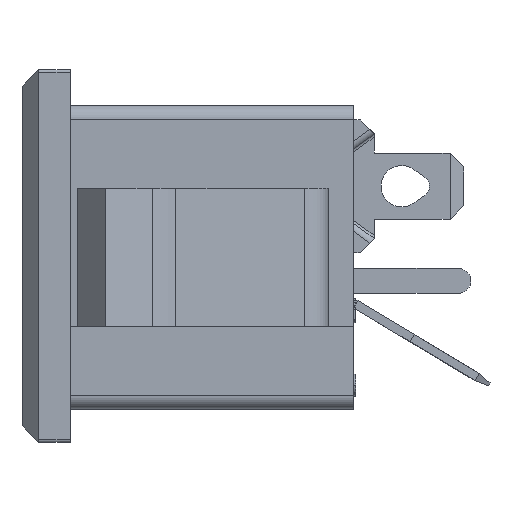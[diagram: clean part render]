
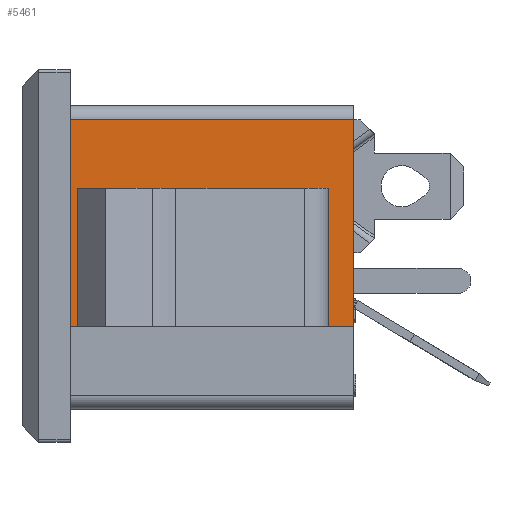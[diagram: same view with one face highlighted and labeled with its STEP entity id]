
A CAD part, left-side view. The second image highlights one B-rep face of the part: STEP entity #5461.
In plain terms, the highlighted planar face has unit normal (-1, 0, 0).
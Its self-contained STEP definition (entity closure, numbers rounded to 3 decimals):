
#22 = EDGE_CURVE ( 'NONE', #12266, #6519, #9187, .T. ) ;
#846 = FACE_OUTER_BOUND ( 'NONE', #15444, .T. ) ;
#1040 = CARTESIAN_POINT ( 'NONE',  ( -8.9, -20.5, -5.1 ) ) ;
#1229 = VERTEX_POINT ( 'NONE', #9978 ) ;
#1287 = CARTESIAN_POINT ( 'NONE',  ( -8.9, 0., -5.1 ) ) ;
#1419 = DIRECTION ( 'NONE',  ( 0., 0., -1. ) ) ;
#1763 = PLANE ( 'NONE',  #13996 ) ;
#1976 = CARTESIAN_POINT ( 'NONE',  ( -8.9, -15.198, 4.9 ) ) ;
#2019 = DIRECTION ( 'NONE',  ( 0., 0., -1. ) ) ;
#2244 = DIRECTION ( 'NONE',  ( 0., 1., 0. ) ) ;
#2479 = EDGE_CURVE ( 'NONE', #8072, #5306, #2837, .T. ) ;
#2586 = LINE ( 'NONE', #1040, #11931 ) ;
#2669 = CARTESIAN_POINT ( 'NONE',  ( -8.9, -20.5, 9.9 ) ) ;
#2837 = LINE ( 'NONE', #9294, #12555 ) ;
#3328 = CARTESIAN_POINT ( 'NONE',  ( -8.9, 0., 9.9 ) ) ;
#3882 = CARTESIAN_POINT ( 'NONE',  ( -8.9, -15.198, 4.9 ) ) ;
#3913 = EDGE_CURVE ( 'NONE', #9717, #5306, #2586, .T. ) ;
#4192 = DIRECTION ( 'NONE',  ( 1., 0., 0. ) ) ;
#4420 = VECTOR ( 'NONE', #1419, 1000. ) ;
#4821 = CARTESIAN_POINT ( 'NONE',  ( -8.9, -18.694, -5.1 ) ) ;
#5120 = DIRECTION ( 'NONE',  ( 0., 1., 0. ) ) ;
#5285 = DIRECTION ( 'NONE',  ( 0., 1., 0. ) ) ;
#5306 = VERTEX_POINT ( 'NONE', #1287 ) ;
#5395 = ORIENTED_EDGE ( 'NONE', *, *, #2479, .T. ) ;
#5461 = ADVANCED_FACE ( 'NONE', ( #846 ), #1763, .F. ) ;
#5479 = LINE ( 'NONE', #12576, #15200 ) ;
#5645 = EDGE_CURVE ( 'NONE', #1229, #8072, #11511, .T. ) ;
#5734 = LINE ( 'NONE', #6437, #11460 ) ;
#5958 = VECTOR ( 'NONE', #11184, 1000. ) ;
#6437 = CARTESIAN_POINT ( 'NONE',  ( -8.9, -20.5, 10.9 ) ) ;
#6519 = VERTEX_POINT ( 'NONE', #13512 ) ;
#6836 = CARTESIAN_POINT ( 'NONE',  ( -8.9, -20.5, -5.1 ) ) ;
#7265 = CARTESIAN_POINT ( 'NONE',  ( -8.9, -15.198, -5.1 ) ) ;
#7386 = EDGE_CURVE ( 'NONE', #1229, #8440, #5734, .T. ) ;
#7445 = VECTOR ( 'NONE', #11717, 1000. ) ;
#7668 = DIRECTION ( 'NONE',  ( 0., 0., -1. ) ) ;
#8072 = VERTEX_POINT ( 'NONE', #3328 ) ;
#8267 = VECTOR ( 'NONE', #5120, 1000. ) ;
#8440 = VERTEX_POINT ( 'NONE', #6836 ) ;
#9162 = VERTEX_POINT ( 'NONE', #4821 ) ;
#9187 = LINE ( 'NONE', #3882, #5958 ) ;
#9294 = CARTESIAN_POINT ( 'NONE',  ( -8.9, 0., 10.9 ) ) ;
#9658 = ORIENTED_EDGE ( 'NONE', *, *, #12460, .T. ) ;
#9717 = VERTEX_POINT ( 'NONE', #7265 ) ;
#9903 = EDGE_CURVE ( 'NONE', #8440, #9162, #5479, .T. ) ;
#9978 = CARTESIAN_POINT ( 'NONE',  ( -8.9, -20.5, 9.9 ) ) ;
#10500 = ORIENTED_EDGE ( 'NONE', *, *, #14740, .F. ) ;
#10989 = CARTESIAN_POINT ( 'NONE',  ( -8.9, -18.694, 4.9 ) ) ;
#11184 = DIRECTION ( 'NONE',  ( 0., -1., 0. ) ) ;
#11460 = VECTOR ( 'NONE', #7668, 1000. ) ;
#11509 = ORIENTED_EDGE ( 'NONE', *, *, #7386, .F. ) ;
#11511 = LINE ( 'NONE', #2669, #8267 ) ;
#11717 = DIRECTION ( 'NONE',  ( 0., 0., -1. ) ) ;
#11931 = VECTOR ( 'NONE', #2244, 1000. ) ;
#12253 = ORIENTED_EDGE ( 'NONE', *, *, #9903, .F. ) ;
#12266 = VERTEX_POINT ( 'NONE', #13361 ) ;
#12460 = EDGE_CURVE ( 'NONE', #6519, #9162, #13775, .T. ) ;
#12555 = VECTOR ( 'NONE', #2019, 1000. ) ;
#12558 = ORIENTED_EDGE ( 'NONE', *, *, #5645, .T. ) ;
#12564 = CARTESIAN_POINT ( 'NONE',  ( -8.9, -20.5, 10.9 ) ) ;
#12576 = CARTESIAN_POINT ( 'NONE',  ( -8.9, -20.5, -5.1 ) ) ;
#12728 = DIRECTION ( 'NONE',  ( 0., 0., -1. ) ) ;
#13361 = CARTESIAN_POINT ( 'NONE',  ( -8.9, -15.198, 4.9 ) ) ;
#13512 = CARTESIAN_POINT ( 'NONE',  ( -8.9, -18.694, 4.9 ) ) ;
#13775 = LINE ( 'NONE', #10989, #4420 ) ;
#13996 = AXIS2_PLACEMENT_3D ( 'NONE', #12564, #4192, #12728 ) ;
#14026 = ORIENTED_EDGE ( 'NONE', *, *, #3913, .F. ) ;
#14297 = LINE ( 'NONE', #1976, #7445 ) ;
#14678 = ORIENTED_EDGE ( 'NONE', *, *, #22, .T. ) ;
#14740 = EDGE_CURVE ( 'NONE', #12266, #9717, #14297, .T. ) ;
#15200 = VECTOR ( 'NONE', #5285, 1000. ) ;
#15444 = EDGE_LOOP ( 'NONE', ( #14678, #9658, #12253, #11509, #12558, #5395, #14026, #10500 ) ) ;
